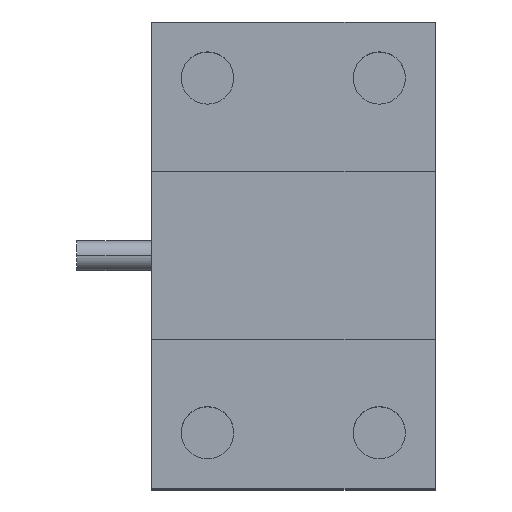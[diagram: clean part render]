
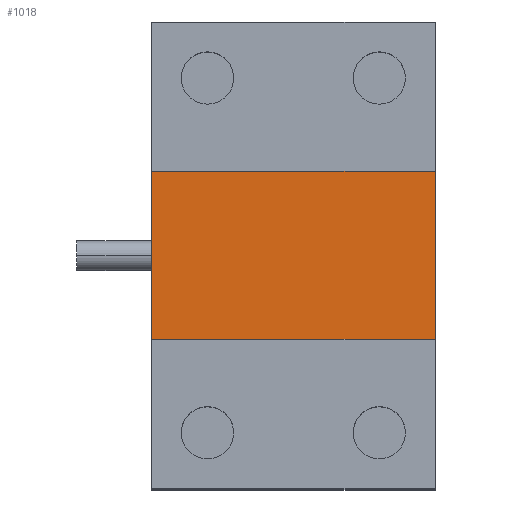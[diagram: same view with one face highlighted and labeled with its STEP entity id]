
A CAD part, top view. The second image highlights one B-rep face of the part: STEP entity #1018.
In plain terms, the highlighted planar face has unit normal (0, 0, 1).
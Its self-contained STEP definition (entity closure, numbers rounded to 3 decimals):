
#116 = EDGE_CURVE ( 'NONE', #2334, #723, #590, .T. ) ;
#173 = EDGE_CURVE ( 'NONE', #744, #2363, #2089, .T. ) ;
#467 = CARTESIAN_POINT ( 'NONE',  ( -38., -22.5, 85. ) ) ;
#475 = VECTOR ( 'NONE', #1347, 1000. ) ;
#488 = LINE ( 'NONE', #1717, #2000 ) ;
#571 = DIRECTION ( 'NONE',  ( 0., 1., 0. ) ) ;
#590 = LINE ( 'NONE', #2291, #475 ) ;
#723 = VERTEX_POINT ( 'NONE', #814 ) ;
#731 = DIRECTION ( 'NONE',  ( 0., 0., -1. ) ) ;
#744 = VERTEX_POINT ( 'NONE', #1420 ) ;
#814 = CARTESIAN_POINT ( 'NONE',  ( 38., -22.5, 85. ) ) ;
#818 = DIRECTION ( 'NONE',  ( 1., 0., 0. ) ) ;
#903 = VECTOR ( 'NONE', #818, 1000. ) ;
#1018 = ADVANCED_FACE ( 'NONE', ( #1800 ), #1679, .F. ) ;
#1047 = DIRECTION ( 'NONE',  ( 0., 1., 0. ) ) ;
#1071 = LINE ( 'NONE', #2347, #1938 ) ;
#1122 = CARTESIAN_POINT ( 'NONE',  ( -38., 22.5, 85. ) ) ;
#1347 = DIRECTION ( 'NONE',  ( 1., 0., 0. ) ) ;
#1360 = ORIENTED_EDGE ( 'NONE', *, *, #2190, .T. ) ;
#1420 = CARTESIAN_POINT ( 'NONE',  ( -38., 22.5, 85. ) ) ;
#1469 = ORIENTED_EDGE ( 'NONE', *, *, #2243, .F. ) ;
#1471 = EDGE_LOOP ( 'NONE', ( #1695, #1469, #2072, #1360 ) ) ;
#1499 = AXIS2_PLACEMENT_3D ( 'NONE', #1122, #731, #1875 ) ;
#1554 = CARTESIAN_POINT ( 'NONE',  ( -38., 22.5, 85. ) ) ;
#1679 = PLANE ( 'NONE',  #1499 ) ;
#1695 = ORIENTED_EDGE ( 'NONE', *, *, #173, .F. ) ;
#1717 = CARTESIAN_POINT ( 'NONE',  ( 38., 22.5, 85. ) ) ;
#1800 = FACE_OUTER_BOUND ( 'NONE', #1471, .T. ) ;
#1875 = DIRECTION ( 'NONE',  ( -1., 0., 0. ) ) ;
#1938 = VECTOR ( 'NONE', #1047, 1000. ) ;
#2000 = VECTOR ( 'NONE', #571, 1000. ) ;
#2072 = ORIENTED_EDGE ( 'NONE', *, *, #116, .T. ) ;
#2089 = LINE ( 'NONE', #1554, #903 ) ;
#2134 = CARTESIAN_POINT ( 'NONE',  ( 38., 22.5, 85. ) ) ;
#2190 = EDGE_CURVE ( 'NONE', #723, #2363, #488, .T. ) ;
#2243 = EDGE_CURVE ( 'NONE', #2334, #744, #1071, .T. ) ;
#2291 = CARTESIAN_POINT ( 'NONE',  ( -38., -22.5, 85. ) ) ;
#2334 = VERTEX_POINT ( 'NONE', #467 ) ;
#2347 = CARTESIAN_POINT ( 'NONE',  ( -38., 22.5, 85. ) ) ;
#2363 = VERTEX_POINT ( 'NONE', #2134 ) ;
